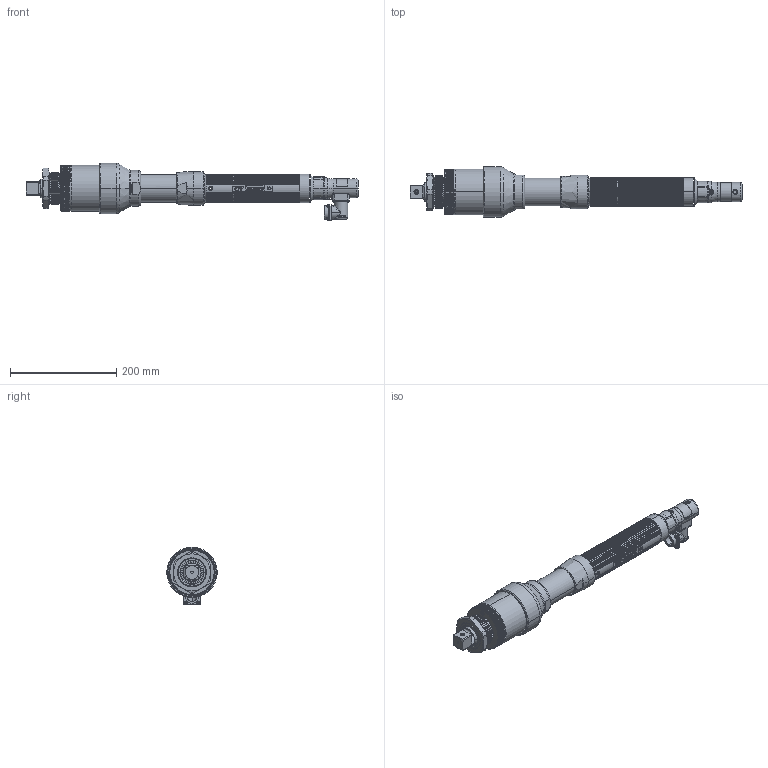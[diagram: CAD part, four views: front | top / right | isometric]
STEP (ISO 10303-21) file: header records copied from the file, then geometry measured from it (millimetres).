
FILE_DESCRIPTION((''),'2;1');
FILE_NAME('EB55MB5-1100R','2013-06-19T',('MAM0508'),(''),'PRO/ENGINEER BY PARAMETRIC TECHNOLOGY CORPORATION, 2010430','PRO/ENGINEER BY PARAMETRIC TECHNOLOGY CORPORATION, 2010430','');
FILE_SCHEMA(('CONFIG_CONTROL_DESIGN'));
Length unit declared in the file: inch
Products named in the file (1): EB55MB5-1100R
Bounding box: 625.23 x 95 x 108.71 mm (x, y, z)
Surface area: 216579.9 mm2 (no closed solid volume)
Topology: 0 solids, 198 shells, 582 faces, 3364 edges, 2860 vertices
Faces by surface type: cylinder 293, plane 122, cone 54, bspline 43, torus 37, extrusion 31, sphere 2
Entity records: 46163 total; most frequent: CARTESIAN_POINT 22227, DIRECTION 4525, ORIENTED_EDGE 4116, EDGE_CURVE 3362, VERTEX_POINT 2860, VECTOR 1661, LINE 1630, AXIS2_PLACEMENT_3D 1432
